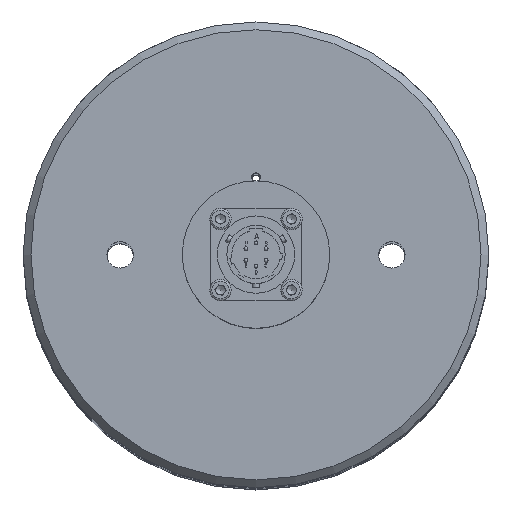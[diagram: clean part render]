
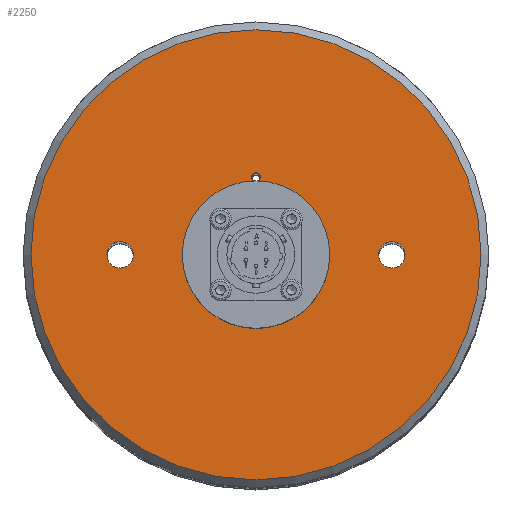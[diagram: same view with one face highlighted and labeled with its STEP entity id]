
A CAD part, top view. The second image highlights one B-rep face of the part: STEP entity #2250.
In plain terms, the highlighted planar face has unit normal (0, 0, 1).
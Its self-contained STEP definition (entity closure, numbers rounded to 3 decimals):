
#50 = DIRECTION ( 'NONE',  ( 1., 0., 0. ) ) ;
#152 = DIRECTION ( 'NONE',  ( 0., 0., 1. ) ) ;
#300 = CARTESIAN_POINT ( 'NONE',  ( 0., 20., 0. ) ) ;
#323 = EDGE_LOOP ( 'NONE', ( #3431 ) ) ;
#327 = ORIENTED_EDGE ( 'NONE', *, *, #346, .T. ) ;
#346 = EDGE_CURVE ( 'NONE', #1289, #1289, #1882, .T. ) ;
#417 = CARTESIAN_POINT ( 'NONE',  ( -35., 0., 0. ) ) ;
#429 = ORIENTED_EDGE ( 'NONE', *, *, #3505, .T. ) ;
#535 = AXIS2_PLACEMENT_3D ( 'NONE', #417, #2515, #50 ) ;
#538 = CARTESIAN_POINT ( 'NONE',  ( 0., 0., 0. ) ) ;
#681 = DIRECTION ( 'NONE',  ( 0., 0., 1. ) ) ;
#730 = AXIS2_PLACEMENT_3D ( 'NONE', #1588, #152, #4398 ) ;
#905 = DIRECTION ( 'NONE',  ( 1., 0., 0. ) ) ;
#932 = CARTESIAN_POINT ( 'NONE',  ( 38.4, 0., 0. ) ) ;
#1181 = CARTESIAN_POINT ( 'NONE',  ( 1.15, 20., 0. ) ) ;
#1230 = EDGE_CURVE ( 'NONE', #2855, #2855, #3588, .T. ) ;
#1267 = AXIS2_PLACEMENT_3D ( 'NONE', #538, #3054, #2018 ) ;
#1270 = CARTESIAN_POINT ( 'NONE',  ( 0., 0., 0. ) ) ;
#1289 = VERTEX_POINT ( 'NONE', #2922 ) ;
#1370 = FACE_BOUND ( 'NONE', #4023, .T. ) ;
#1450 = EDGE_CURVE ( 'NONE', #3795, #3795, #4088, .T. ) ;
#1588 = CARTESIAN_POINT ( 'NONE',  ( 0., 0., 0. ) ) ;
#1595 = FACE_BOUND ( 'NONE', #323, .T. ) ;
#1882 = CIRCLE ( 'NONE', #730, 58. ) ;
#1959 = AXIS2_PLACEMENT_3D ( 'NONE', #3145, #681, #2788 ) ;
#2018 = DIRECTION ( 'NONE',  ( 1., 0., 0. ) ) ;
#2080 = FACE_BOUND ( 'NONE', #2089, .T. ) ;
#2089 = EDGE_LOOP ( 'NONE', ( #4094 ) ) ;
#2250 = ADVANCED_FACE ( 'NONE', ( #3508, #1595, #2080, #2302, #1370 ), #3391, .T. ) ;
#2287 = CARTESIAN_POINT ( 'NONE',  ( 14.25, 0., 0. ) ) ;
#2302 = FACE_OUTER_BOUND ( 'NONE', #2534, .T. ) ;
#2406 = DIRECTION ( 'NONE',  ( 0., 0., -1. ) ) ;
#2450 = AXIS2_PLACEMENT_3D ( 'NONE', #300, #2406, #4522 ) ;
#2515 = DIRECTION ( 'NONE',  ( 0., 0., 1. ) ) ;
#2534 = EDGE_LOOP ( 'NONE', ( #327 ) ) ;
#2544 = CIRCLE ( 'NONE', #1959, 3.4 ) ;
#2694 = ORIENTED_EDGE ( 'NONE', *, *, #1230, .F. ) ;
#2788 = DIRECTION ( 'NONE',  ( 1., 0., 0. ) ) ;
#2835 = AXIS2_PLACEMENT_3D ( 'NONE', #1270, #3374, #905 ) ;
#2855 = VERTEX_POINT ( 'NONE', #3293 ) ;
#2922 = CARTESIAN_POINT ( 'NONE',  ( 58., 0., 0. ) ) ;
#3054 = DIRECTION ( 'NONE',  ( 0., 0., 1. ) ) ;
#3145 = CARTESIAN_POINT ( 'NONE',  ( 35., 0., 0. ) ) ;
#3287 = EDGE_LOOP ( 'NONE', ( #2694 ) ) ;
#3293 = CARTESIAN_POINT ( 'NONE',  ( -31.6, 0., 0. ) ) ;
#3299 = CIRCLE ( 'NONE', #2835, 14.25 ) ;
#3374 = DIRECTION ( 'NONE',  ( 0., 0., -1. ) ) ;
#3391 = PLANE ( 'NONE',  #1267 ) ;
#3431 = ORIENTED_EDGE ( 'NONE', *, *, #4447, .F. ) ;
#3505 = EDGE_CURVE ( 'NONE', #3922, #3922, #3299, .T. ) ;
#3508 = FACE_BOUND ( 'NONE', #3287, .T. ) ;
#3588 = CIRCLE ( 'NONE', #535, 3.4 ) ;
#3699 = VERTEX_POINT ( 'NONE', #932 ) ;
#3795 = VERTEX_POINT ( 'NONE', #1181 ) ;
#3922 = VERTEX_POINT ( 'NONE', #2287 ) ;
#4023 = EDGE_LOOP ( 'NONE', ( #429 ) ) ;
#4088 = CIRCLE ( 'NONE', #2450, 1.15 ) ;
#4094 = ORIENTED_EDGE ( 'NONE', *, *, #1450, .T. ) ;
#4398 = DIRECTION ( 'NONE',  ( 1., 0., 0. ) ) ;
#4447 = EDGE_CURVE ( 'NONE', #3699, #3699, #2544, .T. ) ;
#4522 = DIRECTION ( 'NONE',  ( 1., 0., 0. ) ) ;
